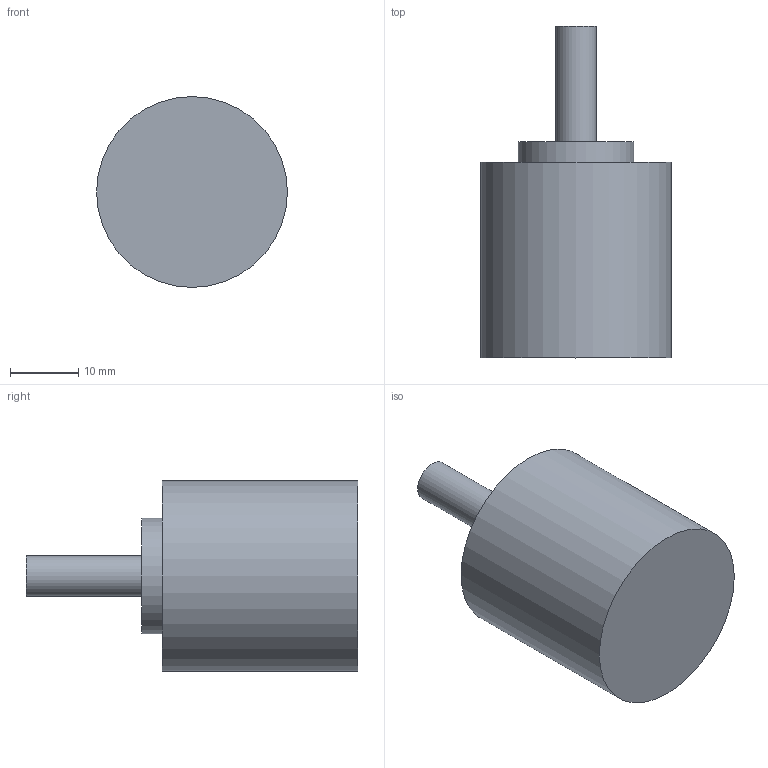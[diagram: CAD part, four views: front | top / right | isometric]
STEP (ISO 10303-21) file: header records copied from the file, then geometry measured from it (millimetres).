
FILE_DESCRIPTION(/* description */ (''),/* implementation_level */ '2;1');
FILE_NAME(/* name */ '28mm gearbox.step',/* time_stamp */ '2023-05-17T14:22:10-04:00',/* author */ (''),/* organization */ (''),/* preprocessor_version */ 'ST-DEVELOPER v19.2',/* originating_system */ 'Autodesk Translation Framework v12.4.0.73',/* authorisation */ '');
FILE_SCHEMA (('AUTOMOTIVE_DESIGN { 1 0 10303 214 3 1 1 }'));
Length unit declared in the file: inch
Products named in the file (1): 28mmgear box
Bounding box: 28 x 48.7 x 28 mm (x, y, z)
Volume: 18621.6 mm3; surface area: 4519.5 mm2
Topology: 1 solids, 1 shells, 15 faces, 21 edges, 14 vertices
Faces by surface type: plane 8, cylinder 7
Full cylindrical faces by diameter (mm): 3 x4, 6 x1, 17 x1, 28 x1
Entity records: 364 total; most frequent: DIRECTION 67, CARTESIAN_POINT 51, ORIENTED_EDGE 42, AXIS2_PLACEMENT_3D 30, EDGE_LOOP 21, EDGE_CURVE 21, FACE_OUTER_BOUND 15, ADVANCED_FACE 15
